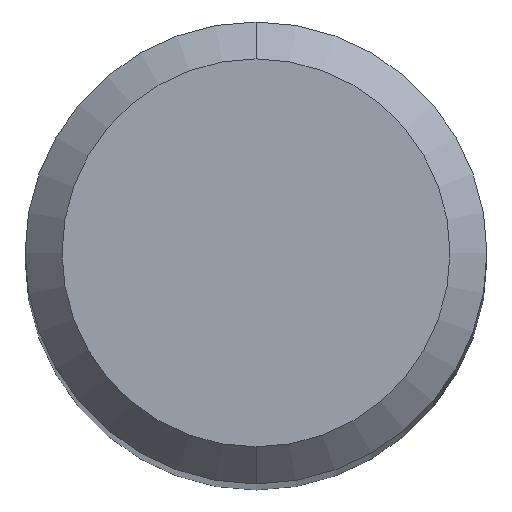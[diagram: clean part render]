
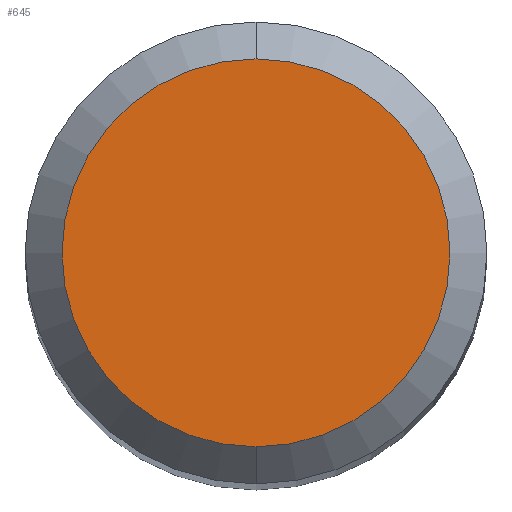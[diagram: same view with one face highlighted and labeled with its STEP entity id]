
A CAD part, top view. The second image highlights one B-rep face of the part: STEP entity #645.
In plain terms, the highlighted planar face has unit normal (0, 0, 1).
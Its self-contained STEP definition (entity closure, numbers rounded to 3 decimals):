
#509=EDGE_CURVE('',#569,#537,#1139,.T.);
#537=VERTEX_POINT('',#1167);
#551=EDGE_CURVE('',#537,#569,#1182,.T.);
#569=VERTEX_POINT('',#1203);
#645=ADVANCED_FACE('',(#1287),#1288,.T.);
#1139=CIRCLE('',#3418,2.1);
#1167=CARTESIAN_POINT('',(0.0,2.1,0.0));
#1182=CIRCLE('',#3513,2.1);
#1203=CARTESIAN_POINT('',(0.,-2.1,0.0));
#1287=FACE_OUTER_BOUND('',#3770,.T.);
#1288=PLANE('',#3771);
#3418=AXIS2_PLACEMENT_3D('',#6285,#6286,#6287);
#3513=AXIS2_PLACEMENT_3D('',#6310,#6311,#6312);
#3770=EDGE_LOOP('',(#6437,#6438));
#3771=AXIS2_PLACEMENT_3D('',#6439,#6440,#6441);
#6285=CARTESIAN_POINT('',(0.0,0.0,0.0));
#6286=DIRECTION('',(0.0,0.0,-1.0));
#6287=DIRECTION('',(0.0,1.0,0.0));
#6310=CARTESIAN_POINT('',(0.0,0.0,0.0));
#6311=DIRECTION('',(0.0,0.0,-1.0));
#6312=DIRECTION('',(0.0,1.0,0.0));
#6437=ORIENTED_EDGE('',*,*,#551,.F.);
#6438=ORIENTED_EDGE('',*,*,#509,.F.);
#6439=CARTESIAN_POINT('',(0.0,1.05,0.0));
#6440=DIRECTION('',(-0.0,0.0,1.0));
#6441=DIRECTION('',(0.0,-1.0,0.0));
